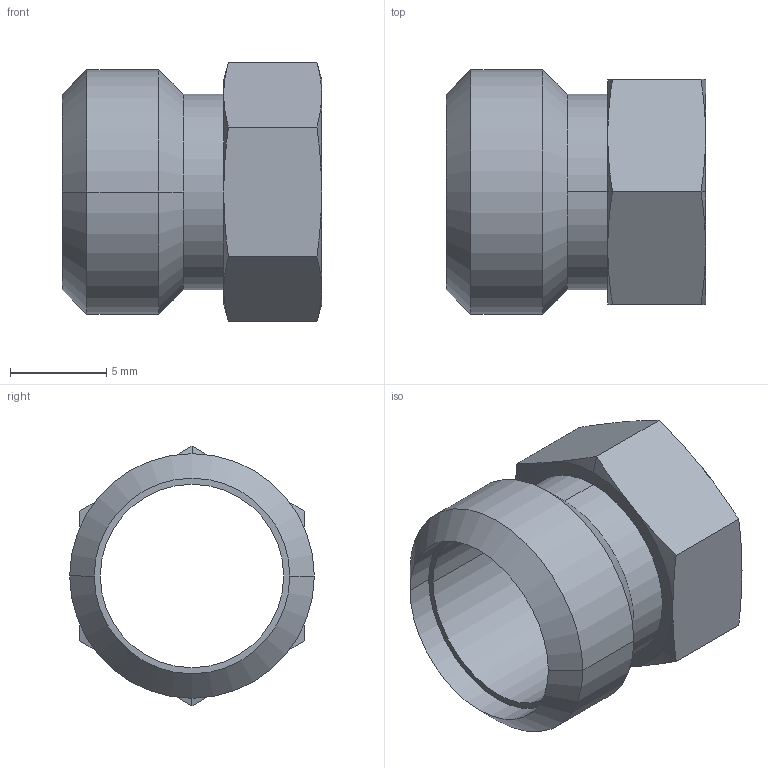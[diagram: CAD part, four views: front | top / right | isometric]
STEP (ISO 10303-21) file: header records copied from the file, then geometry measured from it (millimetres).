
FILE_DESCRIPTION(('produced by SPATIAL CORP'),'2;1');
FILE_NAME('tube_end.prt.hh.sat.stp' ,'2002-04-19T13:37:24+00:00',('SPATIAL CORP'),('SPATIAL CORP'), 'ACIS STEP Husk','http://www.spatial.com','SPATIAL CORP');
FILE_SCHEMA(('CONFIG_CONTROL_DESIGN'));
Length unit declared in the file: millimetre
Products named in the file (1): PRODUCT_ID_1
Bounding box: 13.46 x 12.7 x 13.49 mm (x, y, z)
Volume: 531.9 mm3; surface area: 1044.4 mm2
Topology: 1 solids, 1 shells, 37 faces, 80 edges, 46 vertices
Faces by surface type: cone 20, plane 9, cylinder 8
Entity records: 1113 total; most frequent: CARTESIAN_POINT 299, ORIENTED_EDGE 160, DIRECTION 148, EDGE_CURVE 80, AXIS2_PLACEMENT_3D 63, VERTEX_POINT 46, EDGE_LOOP 40, FACE_BOUND 40
